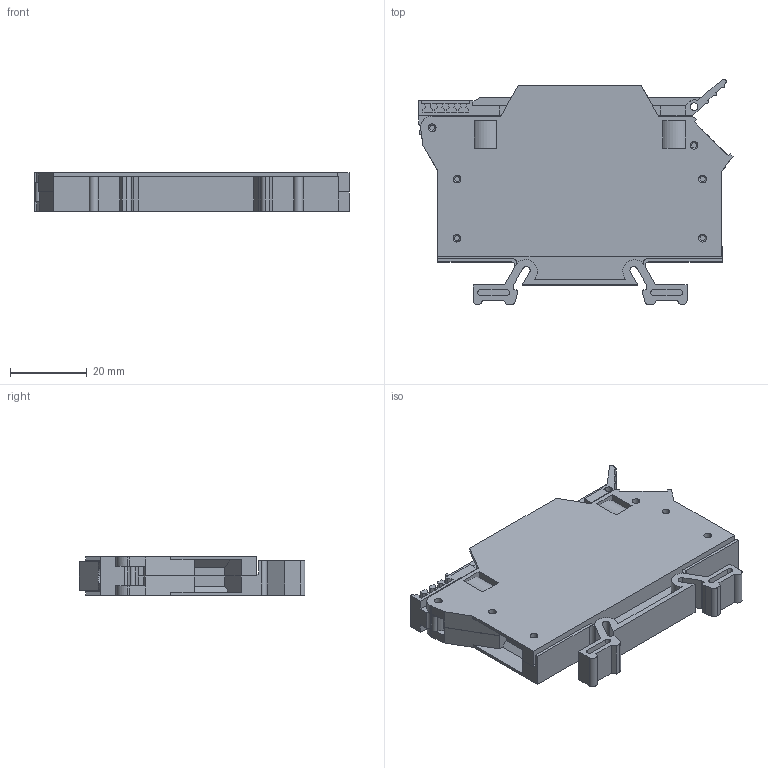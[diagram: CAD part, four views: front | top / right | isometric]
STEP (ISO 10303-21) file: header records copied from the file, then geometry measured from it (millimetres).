
FILE_DESCRIPTION (( 'STEP AP214' ), '1' );
FILE_NAME ('43480H_DN-F624.STEP', '2014-05-22T09:07:10', ( '' ), ( '' ), 'SwSTEP 2.0', 'SolidWorks 2013', '' );
FILE_SCHEMA (( 'AUTOMOTIVE_DESIGN' ));
Length unit declared in the file: millimetre
Products named in the file (2): 20753H; 43480H_DN-F624
Assembly tree (1 placements, depth 2):
  43480H_DN-F624
    20753H
Bounding box: 82 x 58.9 x 10 mm (x, y, z)
Volume: 27590.6 mm3; surface area: 17815.2 mm2
Topology: 1 solids, 14 shells, 604 faces, 1626 edges, 1066 vertices
Faces by surface type: plane 412, cylinder 141, cone 39, bspline 12
Entity records: 26258 total; most frequent: CARTESIAN_POINT 4578, ORIENTED_EDGE 3252, DIRECTION 3111, EDGE_CURVE 1626, VECTOR 1233, LINE 1233, VERTEX_POINT 1066, AXIS2_PLACEMENT_3D 939
